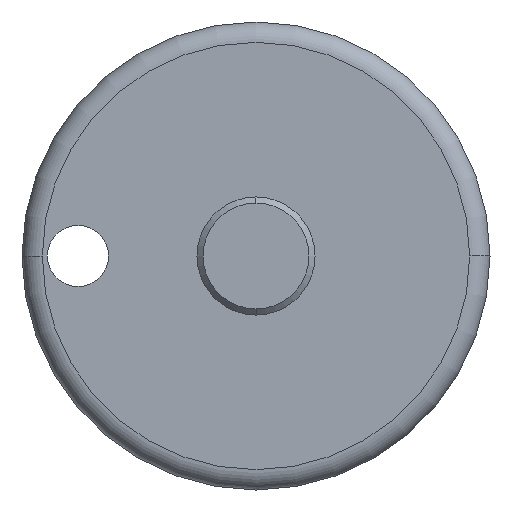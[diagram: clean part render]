
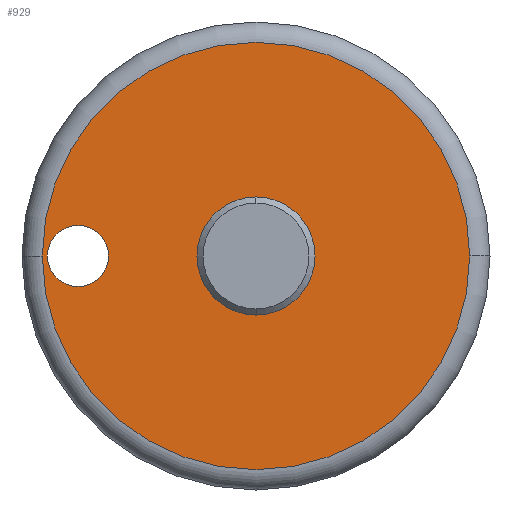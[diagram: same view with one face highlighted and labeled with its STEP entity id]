
A CAD part, left-side view. The second image highlights one B-rep face of the part: STEP entity #929.
In plain terms, the highlighted planar face has unit normal (-1, 0, 0).
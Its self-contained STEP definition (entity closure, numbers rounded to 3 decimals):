
#24 = CARTESIAN_POINT ( 'NONE',  ( -46.681, 0.721, 0. ) ) ;
#35 = CIRCLE ( 'NONE', #940, 10.5 ) ;
#39 = CIRCLE ( 'NONE', #491, 10.5 ) ;
#112 = EDGE_CURVE ( 'NONE', #875, #662, #359, .T. ) ;
#118 = CARTESIAN_POINT ( 'NONE',  ( -46.681, 0.721, 0. ) ) ;
#122 = CARTESIAN_POINT ( 'NONE',  ( -46.681, 12.221, 0. ) ) ;
#128 = FACE_BOUND ( 'NONE', #214, .T. ) ;
#142 = ORIENTED_EDGE ( 'NONE', *, *, #328, .T. ) ;
#146 = CIRCLE ( 'NONE', #994, 1.5 ) ;
#150 = ORIENTED_EDGE ( 'NONE', *, *, #406, .T. ) ;
#160 = ORIENTED_EDGE ( 'NONE', *, *, #378, .T. ) ;
#171 = CARTESIAN_POINT ( 'NONE',  ( -46.681, 9.471, 0. ) ) ;
#214 = EDGE_LOOP ( 'NONE', ( #234, #142 ) ) ;
#228 = DIRECTION ( 'NONE',  ( 0., 1., 0. ) ) ;
#231 = DIRECTION ( 'NONE',  ( -1., 0., 0. ) ) ;
#233 = EDGE_CURVE ( 'NONE', #662, #875, #418, .T. ) ;
#234 = ORIENTED_EDGE ( 'NONE', *, *, #1016, .T. ) ;
#276 = DIRECTION ( 'NONE',  ( 0., 1., 0. ) ) ;
#279 = CARTESIAN_POINT ( 'NONE',  ( -46.681, 11.221, 0. ) ) ;
#293 = CARTESIAN_POINT ( 'NONE',  ( -46.681, 0.721, 0. ) ) ;
#302 = VERTEX_POINT ( 'NONE', #712 ) ;
#313 = VERTEX_POINT ( 'NONE', #319 ) ;
#319 = CARTESIAN_POINT ( 'NONE',  ( -46.681, 7.971, 0. ) ) ;
#324 = CARTESIAN_POINT ( 'NONE',  ( -46.681, 3.621, 0. ) ) ;
#328 = EDGE_CURVE ( 'NONE', #313, #302, #751, .T. ) ;
#336 = DIRECTION ( 'NONE',  ( 1., 0., 0. ) ) ;
#347 = AXIS2_PLACEMENT_3D ( 'NONE', #574, #718, #796 ) ;
#357 = VERTEX_POINT ( 'NONE', #946 ) ;
#359 = CIRCLE ( 'NONE', #990, 2.9 ) ;
#371 = ORIENTED_EDGE ( 'NONE', *, *, #112, .F. ) ;
#372 = ORIENTED_EDGE ( 'NONE', *, *, #233, .F. ) ;
#374 = DIRECTION ( 'NONE',  ( -1., 0., 0. ) ) ;
#378 = EDGE_CURVE ( 'NONE', #357, #1084, #35, .T. ) ;
#406 = EDGE_CURVE ( 'NONE', #1084, #357, #39, .T. ) ;
#408 = AXIS2_PLACEMENT_3D ( 'NONE', #864, #1032, #704 ) ;
#418 = CIRCLE ( 'NONE', #347, 2.9 ) ;
#460 = DIRECTION ( 'NONE',  ( 0., 1., 0. ) ) ;
#467 = DIRECTION ( 'NONE',  ( 0., -1., 0. ) ) ;
#491 = AXIS2_PLACEMENT_3D ( 'NONE', #118, #889, #1075 ) ;
#504 = AXIS2_PLACEMENT_3D ( 'NONE', #122, #877, #228 ) ;
#517 = FACE_OUTER_BOUND ( 'NONE', #962, .T. ) ;
#568 = EDGE_LOOP ( 'NONE', ( #372, #371 ) ) ;
#573 = CARTESIAN_POINT ( 'NONE',  ( -46.681, -2.179, 0. ) ) ;
#574 = CARTESIAN_POINT ( 'NONE',  ( -46.681, 0.721, 0. ) ) ;
#662 = VERTEX_POINT ( 'NONE', #573 ) ;
#704 = DIRECTION ( 'NONE',  ( 0., 1., 0. ) ) ;
#712 = CARTESIAN_POINT ( 'NONE',  ( -46.681, 10.971, 0. ) ) ;
#718 = DIRECTION ( 'NONE',  ( -1., 0., 0. ) ) ;
#751 = CIRCLE ( 'NONE', #408, 1.5 ) ;
#795 = PLANE ( 'NONE',  #504 ) ;
#796 = DIRECTION ( 'NONE',  ( 0., -1., 0. ) ) ;
#821 = FACE_BOUND ( 'NONE', #568, .T. ) ;
#864 = CARTESIAN_POINT ( 'NONE',  ( -46.681, 9.471, 0. ) ) ;
#875 = VERTEX_POINT ( 'NONE', #324 ) ;
#877 = DIRECTION ( 'NONE',  ( 1., 0., 0. ) ) ;
#889 = DIRECTION ( 'NONE',  ( -1., 0., 0. ) ) ;
#929 = ADVANCED_FACE ( 'NONE', ( #128, #517, #821 ), #795, .F. ) ;
#940 = AXIS2_PLACEMENT_3D ( 'NONE', #293, #374, #460 ) ;
#946 = CARTESIAN_POINT ( 'NONE',  ( -46.681, -9.779, 0. ) ) ;
#962 = EDGE_LOOP ( 'NONE', ( #150, #160 ) ) ;
#990 = AXIS2_PLACEMENT_3D ( 'NONE', #24, #231, #467 ) ;
#994 = AXIS2_PLACEMENT_3D ( 'NONE', #171, #336, #276 ) ;
#1016 = EDGE_CURVE ( 'NONE', #302, #313, #146, .T. ) ;
#1032 = DIRECTION ( 'NONE',  ( 1., 0., 0. ) ) ;
#1075 = DIRECTION ( 'NONE',  ( 0., 1., 0. ) ) ;
#1084 = VERTEX_POINT ( 'NONE', #279 ) ;
